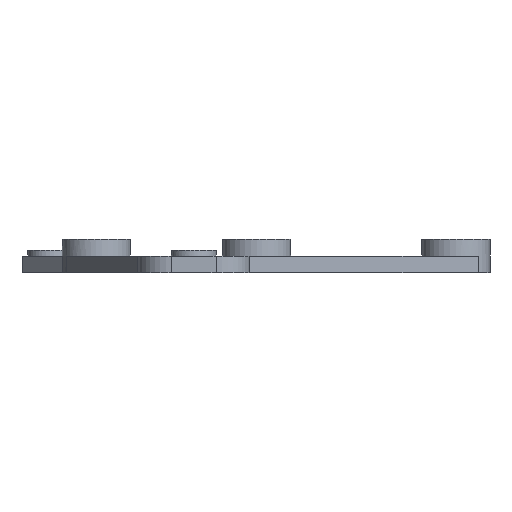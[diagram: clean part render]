
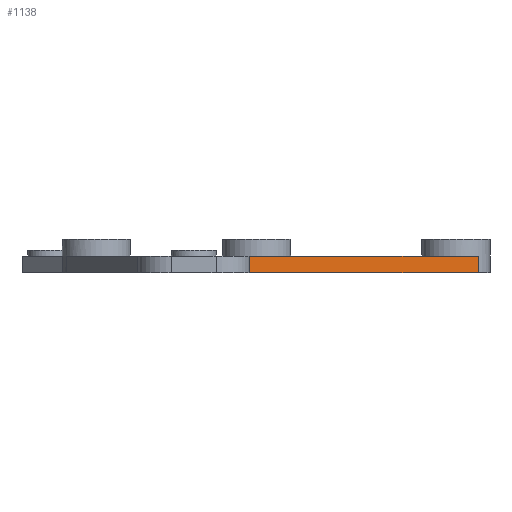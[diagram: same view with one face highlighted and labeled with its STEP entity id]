
A CAD part, left-side view. The second image highlights one B-rep face of the part: STEP entity #1138.
In plain terms, the highlighted planar face has unit normal (-0.757, -0.654, 0).
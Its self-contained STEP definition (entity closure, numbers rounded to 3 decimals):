
#48=LINE('',#1658,#143);
#77=LINE('',#1822,#172);
#125=LINE('',#1971,#220);
#126=LINE('',#1973,#221);
#143=VECTOR('',#1309,10.);
#172=VECTOR('',#1414,10.);
#220=VECTOR('',#1596,10.);
#221=VECTOR('',#1599,10.);
#301=FACE_OUTER_BOUND('',#381,.T.);
#381=EDGE_LOOP('',(#994,#995,#996,#997));
#469=VERTEX_POINT('',#1655);
#470=VERTEX_POINT('',#1657);
#536=VERTEX_POINT('',#1819);
#537=VERTEX_POINT('',#1821);
#577=EDGE_CURVE('',#470,#469,#48,.T.);
#645=EDGE_CURVE('',#536,#537,#77,.T.);
#719=EDGE_CURVE('',#469,#537,#125,.T.);
#720=EDGE_CURVE('',#470,#536,#126,.T.);
#994=ORIENTED_EDGE('',*,*,#577,.T.);
#995=ORIENTED_EDGE('',*,*,#719,.T.);
#996=ORIENTED_EDGE('',*,*,#645,.F.);
#997=ORIENTED_EDGE('',*,*,#720,.F.);
#1086=PLANE('',#1279);
#1138=ADVANCED_FACE('',(#301),#1086,.T.);
#1279=AXIS2_PLACEMENT_3D('',#1972,#1597,#1598);
#1309=DIRECTION('',(0.654,-0.757,0.));
#1414=DIRECTION('',(0.654,-0.757,0.));
#1596=DIRECTION('',(0.,0.,1.));
#1597=DIRECTION('center_axis',(-0.757,-0.654,0.));
#1598=DIRECTION('ref_axis',(0.654,-0.757,0.));
#1599=DIRECTION('',(0.,0.,1.));
#1655=CARTESIAN_POINT('',(-37.115,0.811,-166.));
#1657=CARTESIAN_POINT('',(-72.5,41.75,-166.));
#1658=CARTESIAN_POINT('',(-72.5,41.75,-166.));
#1819=CARTESIAN_POINT('',(-72.5,41.75,-163.));
#1821=CARTESIAN_POINT('',(-37.115,0.811,-163.));
#1822=CARTESIAN_POINT('',(-72.5,41.75,-163.));
#1971=CARTESIAN_POINT('',(-37.115,0.811,-166.));
#1972=CARTESIAN_POINT('Origin',(-72.5,41.75,-166.));
#1973=CARTESIAN_POINT('',(-72.5,41.75,-166.));
